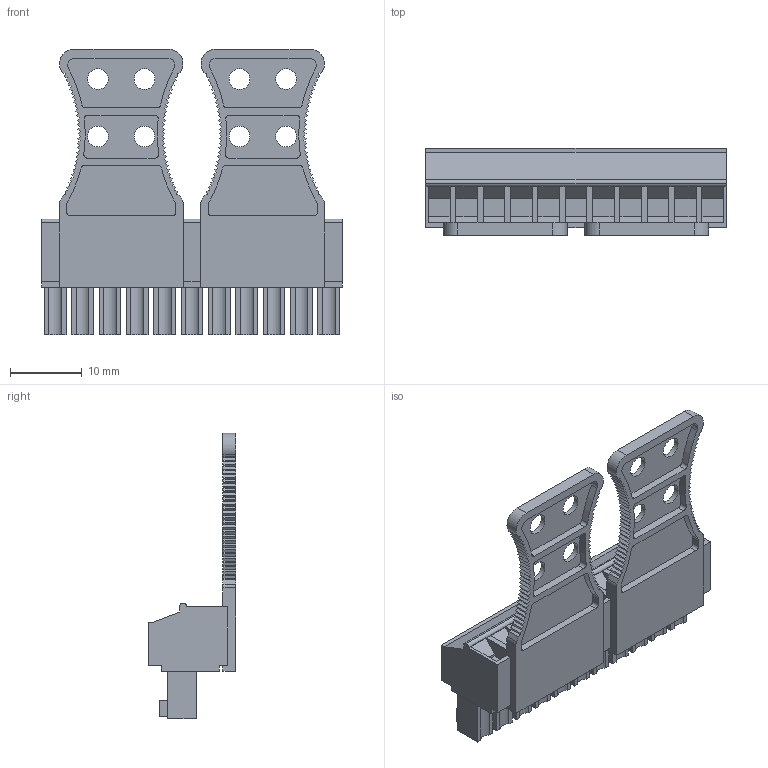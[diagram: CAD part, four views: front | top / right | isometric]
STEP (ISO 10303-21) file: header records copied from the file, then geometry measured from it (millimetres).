
FILE_DESCRIPTION(('CATIA V5 STEP Exchange','CAx-IF Rec.Pracs.--- Model Styling and Organization---1.2---2011-12-15'),'2;1');
FILE_NAME ('D1450056_0_1236340000_1236340000.stp','2018-09-19T12:11:29+00:00',('none'),('Weidmueller'),'CATIA Version 5-6 Release 2014','CATIA V5 STEP AP214','none');
FILE_SCHEMA(('AUTOMOTIVE_DESIGN { 1 0 10303 214 1 1 1 1 }'));
Length unit declared in the file: millimetre
Products named in the file (1): 1236340000
Bounding box: 41.91 x 12.2 x 39.75 mm (x, y, z)
Volume: 5077.9 mm3; surface area: 6224.7 mm2
Topology: 3 solids, 3 shells, 674 faces, 1850 edges, 1232 vertices
Faces by surface type: plane 534, cylinder 118, cone 22
Entity records: 19841 total; most frequent: ORIENTED_EDGE 3700, CARTESIAN_POINT 3529, DIRECTION 2742, EDGE_CURVE 1850, VECTOR 1570, LINE 1570, VERTEX_POINT 1232, EDGE_LOOP 740
